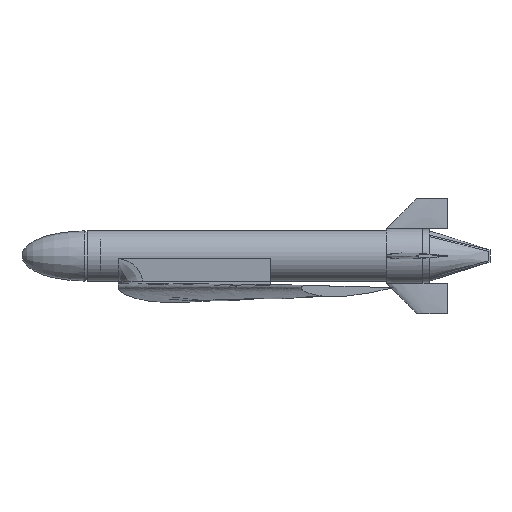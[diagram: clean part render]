
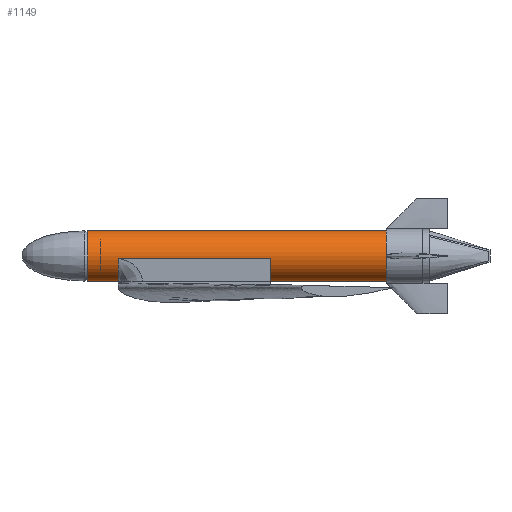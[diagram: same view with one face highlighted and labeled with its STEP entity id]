
A CAD part, front view. The second image highlights one B-rep face of the part: STEP entity #1149.
In plain terms, the highlighted cylindrical face has radius 41.6 mm (diameter 83.2 mm), a full revolution.
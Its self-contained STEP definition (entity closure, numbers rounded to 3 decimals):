
#218=FACE_OUTER_BOUND('',#295,.T.);
#295=EDGE_LOOP('',(#825,#826,#827,#828));
#383=LINE('',#1774,#451);
#451=VECTOR('',#1448,41.6);
#520=CIRCLE('',#1307,41.6);
#521=CIRCLE('',#1308,41.6);
#565=VERTEX_POINT('',#1771);
#566=VERTEX_POINT('',#1773);
#668=EDGE_CURVE('',#565,#565,#520,.T.);
#669=EDGE_CURVE('',#565,#566,#383,.T.);
#670=EDGE_CURVE('',#566,#566,#521,.T.);
#825=ORIENTED_EDGE('',*,*,#668,.F.);
#826=ORIENTED_EDGE('',*,*,#669,.T.);
#827=ORIENTED_EDGE('',*,*,#670,.T.);
#828=ORIENTED_EDGE('',*,*,#669,.F.);
#1134=CYLINDRICAL_SURFACE('',#1306,41.6);
#1149=ADVANCED_FACE('',(#218),#1134,.T.);
#1306=AXIS2_PLACEMENT_3D('',#1770,#1444,#1445);
#1307=AXIS2_PLACEMENT_3D('',#1772,#1446,#1447);
#1308=AXIS2_PLACEMENT_3D('',#1775,#1449,#1450);
#1444=DIRECTION('center_axis',(0.,1.,0.));
#1445=DIRECTION('ref_axis',(1.,0.,0.));
#1446=DIRECTION('center_axis',(0.,1.,0.));
#1447=DIRECTION('ref_axis',(1.,0.,0.));
#1448=DIRECTION('',(0.,-1.,0.));
#1449=DIRECTION('center_axis',(0.,1.,0.));
#1450=DIRECTION('ref_axis',(1.,0.,0.));
#1770=CARTESIAN_POINT('Origin',(0.,0.,0.));
#1771=CARTESIAN_POINT('',(-41.6,550.,0.));
#1772=CARTESIAN_POINT('Origin',(0.,550.,0.));
#1773=CARTESIAN_POINT('',(-41.6,0.,0.));
#1774=CARTESIAN_POINT('',(-41.6,0.,0.));
#1775=CARTESIAN_POINT('Origin',(0.,0.,0.));
